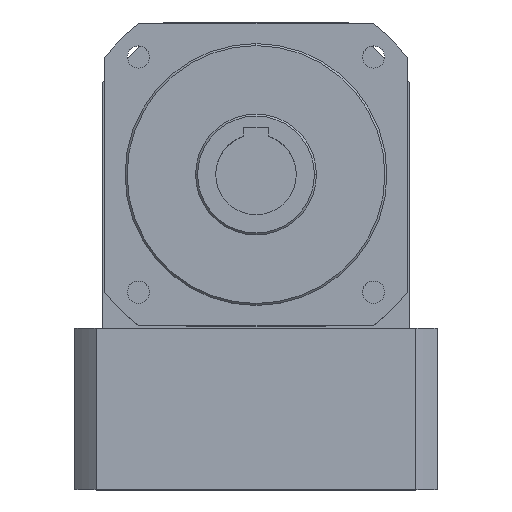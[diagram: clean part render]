
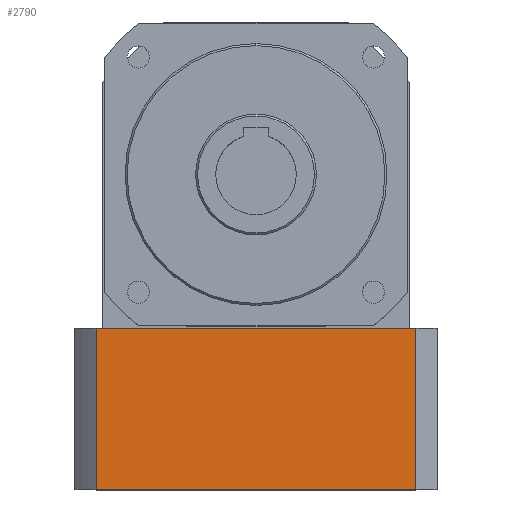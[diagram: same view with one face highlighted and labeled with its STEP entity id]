
A CAD part, top view. The second image highlights one B-rep face of the part: STEP entity #2790.
In plain terms, the highlighted planar face has unit normal (0, 0, 1).
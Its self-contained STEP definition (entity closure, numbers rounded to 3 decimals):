
#289 = EDGE_CURVE ( 'NONE', #3520, #2473, #1563, .T. ) ;
#339 = DIRECTION ( 'NONE',  ( -1., 0., 0. ) ) ;
#588 = VERTEX_POINT ( 'NONE', #2854 ) ;
#605 = LINE ( 'NONE', #2948, #2485 ) ;
#712 = EDGE_CURVE ( 'NONE', #2473, #2060, #1256, .T. ) ;
#853 = CARTESIAN_POINT ( 'NONE',  ( 285.847, 101.251, -43.4 ) ) ;
#1115 = CARTESIAN_POINT ( 'NONE',  ( 296.475, 101.251, -43.4 ) ) ;
#1214 = PLANE ( 'NONE',  #2891 ) ;
#1244 = CARTESIAN_POINT ( 'NONE',  ( 285.847, 21.251, -43.4 ) ) ;
#1256 = LINE ( 'NONE', #853, #2315 ) ;
#1478 = EDGE_LOOP ( 'NONE', ( #3115, #1831, #3060, #1712 ) ) ;
#1503 = CARTESIAN_POINT ( 'NONE',  ( 296.475, 21.251, -43.4 ) ) ;
#1525 = DIRECTION ( 'NONE',  ( 0., 0., -1. ) ) ;
#1545 = EDGE_CURVE ( 'NONE', #3520, #588, #3132, .T. ) ;
#1563 = LINE ( 'NONE', #2973, #3497 ) ;
#1712 = ORIENTED_EDGE ( 'NONE', *, *, #1827, .F. ) ;
#1827 = EDGE_CURVE ( 'NONE', #2060, #588, #605, .T. ) ;
#1831 = ORIENTED_EDGE ( 'NONE', *, *, #289, .F. ) ;
#1863 = CARTESIAN_POINT ( 'NONE',  ( 455.22, 101.251, -43.4 ) ) ;
#2042 = DIRECTION ( 'NONE',  ( 0., -1., 0. ) ) ;
#2060 = VERTEX_POINT ( 'NONE', #1863 ) ;
#2315 = VECTOR ( 'NONE', #2869, 1000. ) ;
#2473 = VERTEX_POINT ( 'NONE', #1115 ) ;
#2485 = VECTOR ( 'NONE', #2042, 1000. ) ;
#2681 = DIRECTION ( 'NONE',  ( 0., 1., 0. ) ) ;
#2790 = ADVANCED_FACE ( 'NONE', ( #3725 ), #1214, .F. ) ;
#2854 = CARTESIAN_POINT ( 'NONE',  ( 455.22, 21.251, -43.4 ) ) ;
#2869 = DIRECTION ( 'NONE',  ( 1., 0., 0. ) ) ;
#2891 = AXIS2_PLACEMENT_3D ( 'NONE', #1244, #1525, #339 ) ;
#2901 = CARTESIAN_POINT ( 'NONE',  ( 0., 21.251, -43.4 ) ) ;
#2948 = CARTESIAN_POINT ( 'NONE',  ( 455.22, 101.251, -43.4 ) ) ;
#2973 = CARTESIAN_POINT ( 'NONE',  ( 296.475, 101.251, -43.4 ) ) ;
#3060 = ORIENTED_EDGE ( 'NONE', *, *, #1545, .T. ) ;
#3115 = ORIENTED_EDGE ( 'NONE', *, *, #712, .F. ) ;
#3132 = LINE ( 'NONE', #2901, #3582 ) ;
#3422 = DIRECTION ( 'NONE',  ( 1., 0., 0. ) ) ;
#3497 = VECTOR ( 'NONE', #2681, 1000. ) ;
#3520 = VERTEX_POINT ( 'NONE', #1503 ) ;
#3582 = VECTOR ( 'NONE', #3422, 1000. ) ;
#3725 = FACE_OUTER_BOUND ( 'NONE', #1478, .T. ) ;
